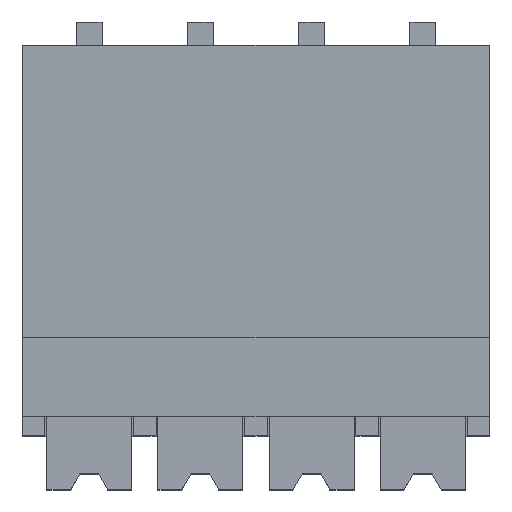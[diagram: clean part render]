
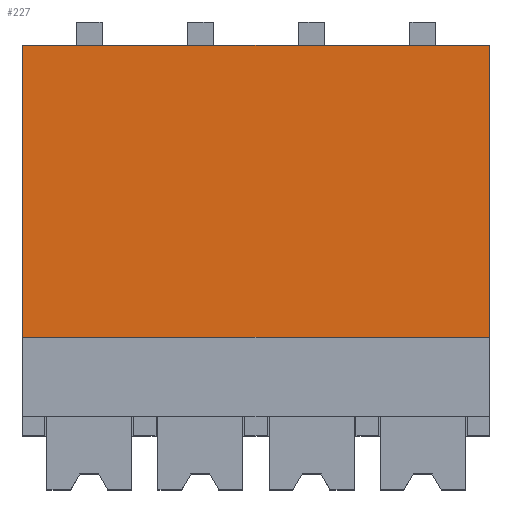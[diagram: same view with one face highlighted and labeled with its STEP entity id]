
A CAD part, top view. The second image highlights one B-rep face of the part: STEP entity #227.
In plain terms, the highlighted planar face has unit normal (0, 0, 1).
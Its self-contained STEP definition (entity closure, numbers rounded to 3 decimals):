
#200=AXIS2_PLACEMENT_3D('Plane Axis2P3D',#197,#198,#199) ;
#175=CARTESIAN_POINT('Vertex',(14.7,4.8,11.25)) ;
#178=CARTESIAN_POINT('Line Origine',(7.35,4.8,11.25)) ;
#182=CARTESIAN_POINT('Vertex',(0.,4.8,11.25)) ;
#197=CARTESIAN_POINT('Axis2P3D Location',(0.,14.,11.25)) ;
#202=CARTESIAN_POINT('Line Origine',(14.7,9.4,11.25)) ;
#206=CARTESIAN_POINT('Vertex',(14.7,14.,11.25)) ;
#209=CARTESIAN_POINT('Line Origine',(7.35,14.,11.25)) ;
#213=CARTESIAN_POINT('Vertex',(0.,14.,11.25)) ;
#216=CARTESIAN_POINT('Line Origine',(0.,9.4,11.25)) ;
#179=DIRECTION('Vector Direction',(1.,0.,0.)) ;
#198=DIRECTION('Axis2P3D Direction',(-0.,0.,1.)) ;
#199=DIRECTION('Axis2P3D XDirection',(0.,-1.,0.)) ;
#203=DIRECTION('Vector Direction',(0.,-1.,0.)) ;
#210=DIRECTION('Vector Direction',(1.,0.,0.)) ;
#217=DIRECTION('Vector Direction',(0.,-1.,0.)) ;
#180=VECTOR('Line Direction',#179,1.) ;
#204=VECTOR('Line Direction',#203,1.) ;
#211=VECTOR('Line Direction',#210,1.) ;
#218=VECTOR('Line Direction',#217,1.) ;
#222=ORIENTED_EDGE('',*,*,#208,.T.) ;
#223=ORIENTED_EDGE('',*,*,#215,.F.) ;
#224=ORIENTED_EDGE('',*,*,#220,.F.) ;
#225=ORIENTED_EDGE('',*,*,#184,.T.) ;
#227=ADVANCED_FACE('_LSF-SMD3.5/04/90 3.5 SN BK RL 1473510000',(#226),#201,.T.) ;
#184=EDGE_CURVE('',#183,#176,#181,.T.) ;
#208=EDGE_CURVE('',#176,#207,#205,.F.) ;
#215=EDGE_CURVE('',#214,#207,#212,.T.) ;
#220=EDGE_CURVE('',#183,#214,#219,.F.) ;
#221=EDGE_LOOP('',(#222,#223,#224,#225)) ;
#226=FACE_OUTER_BOUND('',#221,.T.) ;
#181=LINE('Line',#178,#180) ;
#205=LINE('Line',#202,#204) ;
#212=LINE('Line',#209,#211) ;
#219=LINE('Line',#216,#218) ;
#201=PLANE('',#200) ;
#176=VERTEX_POINT('',#175) ;
#183=VERTEX_POINT('',#182) ;
#207=VERTEX_POINT('',#206) ;
#214=VERTEX_POINT('',#213) ;
